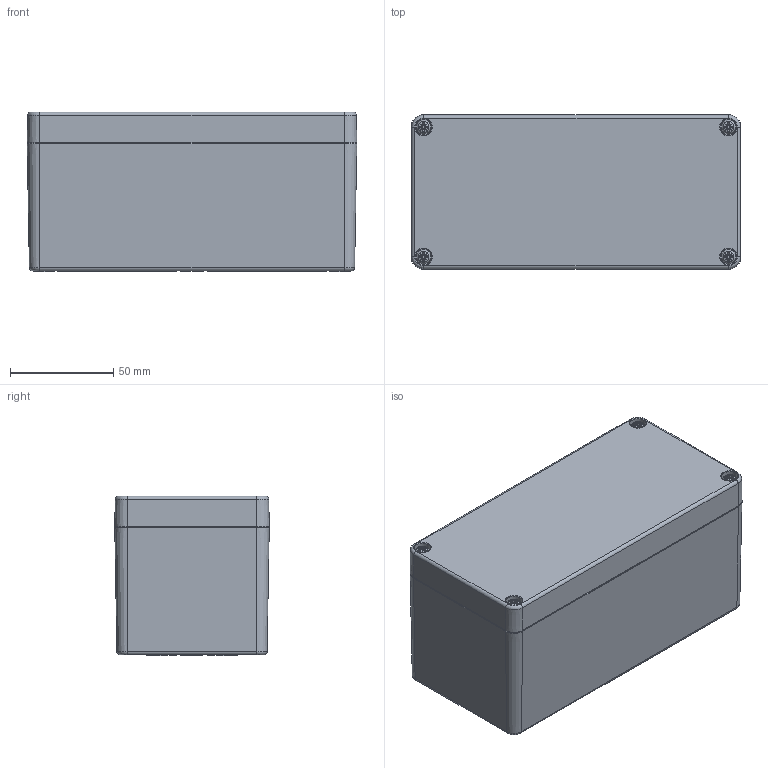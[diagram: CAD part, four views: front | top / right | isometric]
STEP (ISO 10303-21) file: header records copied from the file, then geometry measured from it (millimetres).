
FILE_DESCRIPTION(/* description */ (''),/* implementation_level */ '2;1');
FILE_NAME(/* name */ '3211100650-MBP-Ex-leer_167575_VE - Index02.stp',/* time_stamp */ '2023-05-05T11:16:10+02:00',/* author */ ('alexander.rose'),/* organization */ (''),/* preprocessor_version */ 'ST-DEVELOPER v18.1',/* originating_system */ 'Autodesk Inventor 2022',/* authorisation */ '');
FILE_SCHEMA (('AUTOMOTIVE_DESIGN { 1 0 10303 214 3 1 1 }'));
Products named in the file (5): 3211100650-MBP-Ex-leer_167575_VE - Index02; 3211100650-UT_167575_VE - Index02; 3211100650-OT_167575_VE; 1990000018 Schraube BM4x24_11; xxx-O-Ring-MBP_167575
Assembly tree (7 placements, depth 2):
  3211100650-MBP-Ex-leer_167575_VE - Index02
    3211100650-UT_167575_VE - Index02
    3211100650-OT_167575_VE
    1990000018 Schraube BM4x24_11  x4
    xxx-O-Ring-MBP_167575
Bounding box: 159.99 x 74.99 x 77.5 mm (x, y, z)
Volume: 269181.1 mm3; surface area: 127632.9 mm2
Topology: 7 solids, 7 shells, 1424 faces, 3577 edges, 2214 vertices
Faces by surface type: plane 449, bspline 351, torus 248, cylinder 244, cone 124, sphere 8
Full cylindrical faces by diameter (mm): 3.242 x4, 3.3 x4, 4 x8, 4.8 x8, 5.5 x4, 6.8 x4, 8 x4, 8.5 x4
Entity records: 53244 total; most frequent: CARTESIAN_POINT 25684, ORIENTED_EDGE 6098, DIRECTION 5011, EDGE_CURVE 3049, VERTEX_POINT 1890, AXIS2_PLACEMENT_3D 1779, LINE 1453, VECTOR 1453
